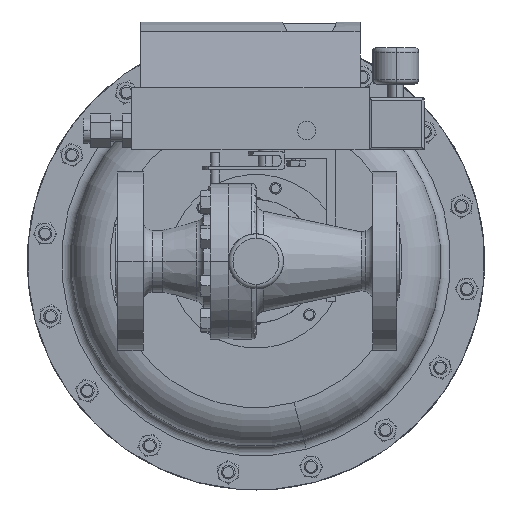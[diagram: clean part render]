
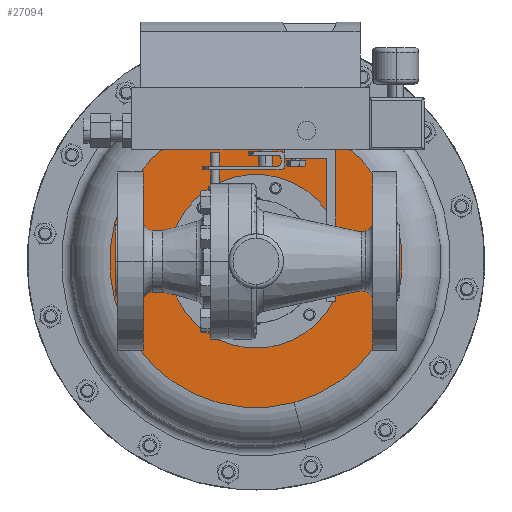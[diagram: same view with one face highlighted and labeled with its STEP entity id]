
A CAD part, front view. The second image highlights one B-rep face of the part: STEP entity #27094.
In plain terms, the highlighted planar face has unit normal (0, -1, 0).
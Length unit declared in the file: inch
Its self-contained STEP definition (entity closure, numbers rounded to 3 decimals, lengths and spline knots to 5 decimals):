
#326 = DIRECTION ( 'NONE',  ( 0., 1., 0. ) ) ;
#478 = DIRECTION ( 'NONE',  ( -0.707, 0., -0.707 ) ) ;
#618 = CARTESIAN_POINT ( 'NONE',  ( 0.61311, 9.7203, 4.0434 ) ) ;
#2840 = DIRECTION ( 'NONE',  ( 0., 1., 0. ) ) ;
#3720 = VERTEX_POINT ( 'NONE', #13164 ) ;
#3793 = EDGE_CURVE ( 'NONE', #3720, #10414, #8339, .T. ) ;
#4075 = EDGE_LOOP ( 'NONE', ( #23851, #22367 ) ) ;
#4088 = CARTESIAN_POINT ( 'NONE',  ( 2.29249, 9.7203, 5.72278 ) ) ;
#5067 = AXIS2_PLACEMENT_3D ( 'NONE', #5876, #24549, #8566 ) ;
#5876 = CARTESIAN_POINT ( 'NONE',  ( 0.61311, 9.7203, 4.0434 ) ) ;
#6639 = CIRCLE ( 'NONE', #5067, 4. ) ;
#6914 = AXIS2_PLACEMENT_3D ( 'NONE', #618, #326, #478 ) ;
#7669 = CARTESIAN_POINT ( 'NONE',  ( -0.42217, 9.7203, 7.9071 ) ) ;
#8339 = CIRCLE ( 'NONE', #6914, 2.375 ) ;
#8566 = DIRECTION ( 'NONE',  ( 0.259, 0., -0.966 ) ) ;
#10414 = VERTEX_POINT ( 'NONE', #4088 ) ;
#10718 = DIRECTION ( 'NONE',  ( 0., 1., 0. ) ) ;
#13117 = FACE_BOUND ( 'NONE', #29958, .T. ) ;
#13164 = CARTESIAN_POINT ( 'NONE',  ( -1.06627, 9.7203, 2.36402 ) ) ;
#14911 = AXIS2_PLACEMENT_3D ( 'NONE', #26747, #10718, #29457 ) ;
#15478 = EDGE_CURVE ( 'NONE', #31581, #19354, #25504, .T. ) ;
#15539 = DIRECTION ( 'NONE',  ( 0., -1., 0. ) ) ;
#16613 = AXIS2_PLACEMENT_3D ( 'NONE', #18809, #2840, #21509 ) ;
#18075 = AXIS2_PLACEMENT_3D ( 'NONE', #20676, #15539, #34336 ) ;
#18809 = CARTESIAN_POINT ( 'NONE',  ( 0.61311, 9.7203, 4.0434 ) ) ;
#19354 = VERTEX_POINT ( 'NONE', #24477 ) ;
#20534 = EDGE_CURVE ( 'NONE', #10414, #3720, #21932, .T. ) ;
#20676 = CARTESIAN_POINT ( 'NONE',  ( -3.25059, 9.7203, 3.00812 ) ) ;
#21509 = DIRECTION ( 'NONE',  ( -0.707, 0., -0.707 ) ) ;
#21932 = CIRCLE ( 'NONE', #16613, 2.375 ) ;
#22367 = ORIENTED_EDGE ( 'NONE', *, *, #15478, .F. ) ;
#23851 = ORIENTED_EDGE ( 'NONE', *, *, #24279, .F. ) ;
#24279 = EDGE_CURVE ( 'NONE', #19354, #31581, #6639, .T. ) ;
#24477 = CARTESIAN_POINT ( 'NONE',  ( 1.64839, 9.7203, 0.17969 ) ) ;
#24549 = DIRECTION ( 'NONE',  ( 0., 1., 0. ) ) ;
#25504 = CIRCLE ( 'NONE', #14911, 4. ) ;
#26747 = CARTESIAN_POINT ( 'NONE',  ( 0.61311, 9.7203, 4.0434 ) ) ;
#27094 = ADVANCED_FACE ( 'NONE', ( #34566, #13117 ), #31634, .T. ) ;
#29457 = DIRECTION ( 'NONE',  ( 0.259, 0., -0.966 ) ) ;
#29958 = EDGE_LOOP ( 'NONE', ( #30356, #31539 ) ) ;
#30356 = ORIENTED_EDGE ( 'NONE', *, *, #20534, .T. ) ;
#31539 = ORIENTED_EDGE ( 'NONE', *, *, #3793, .T. ) ;
#31581 = VERTEX_POINT ( 'NONE', #7669 ) ;
#31634 = PLANE ( 'NONE',  #18075 ) ;
#34336 = DIRECTION ( 'NONE',  ( -0.259, 0., 0.966 ) ) ;
#34566 = FACE_OUTER_BOUND ( 'NONE', #4075, .T. ) ;
